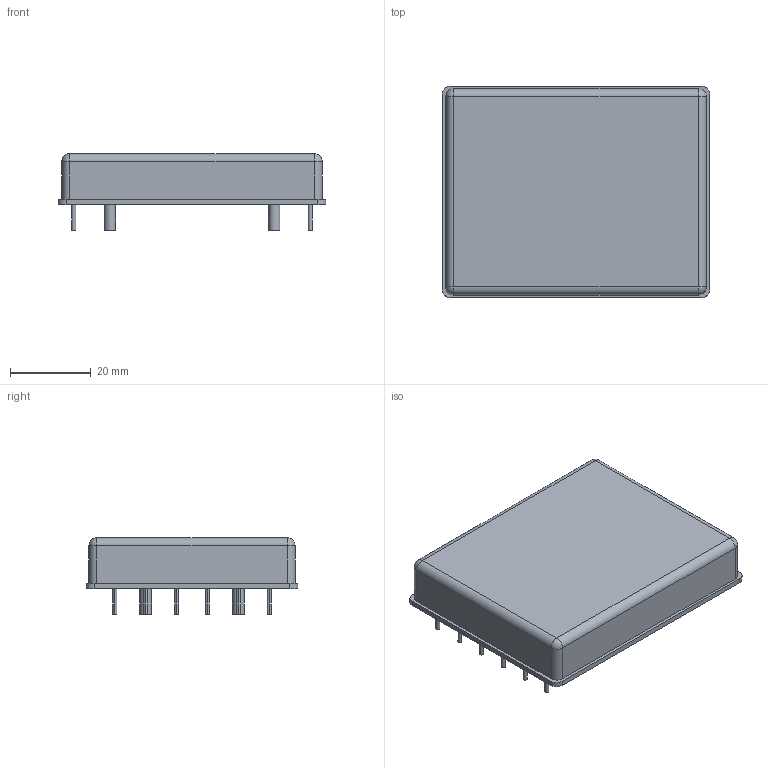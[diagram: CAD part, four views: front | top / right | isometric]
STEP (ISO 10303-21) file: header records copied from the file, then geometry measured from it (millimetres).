
FILE_DESCRIPTION((''),'2;1');
FILE_NAME('PD.stp','2019-11-05T11:45:36',(''),(''),'Mechanical Desktop 2009','Mechanical Desktop 2009',', , ');
FILE_SCHEMA(('CONFIG_CONTROL_DESIGN'));
Length unit declared in the file: inch
Products named in the file (2): PD; PART
Assembly tree (1 placements, depth 2):
  PD
    PART
Bounding box: 66.04 x 52.32 x 18.92 mm (x, y, z)
Volume: 41444.4 mm3; surface area: 10044.2 mm2
Topology: 1 solids, 1 shells, 75 faces, 160 edges, 100 vertices
Faces by surface type: cylinder 44, plane 27, sphere 4
Entity records: 2133 total; most frequent: DIRECTION 398, CARTESIAN_POINT 333, ORIENTED_EDGE 312, AXIS2_PLACEMENT_3D 165, EDGE_CURVE 156, VERTEX_POINT 100, EDGE_LOOP 92, CIRCLE 88
